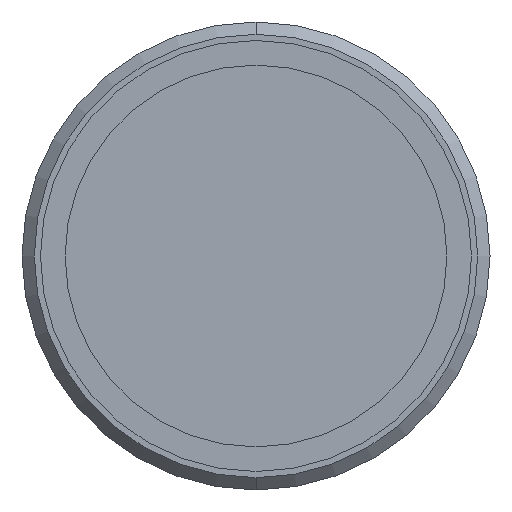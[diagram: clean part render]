
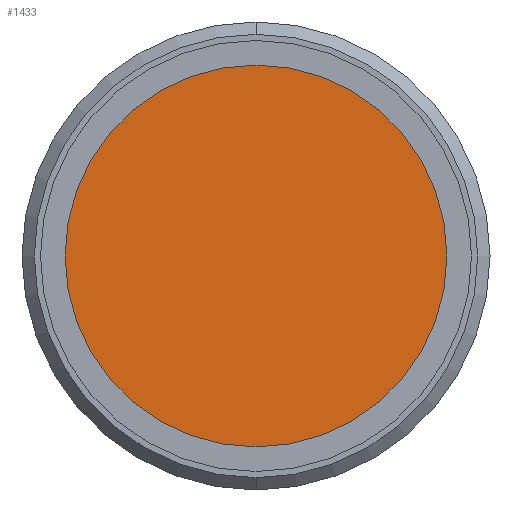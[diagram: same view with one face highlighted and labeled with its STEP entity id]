
A CAD part, front view. The second image highlights one B-rep face of the part: STEP entity #1433.
In plain terms, the highlighted planar face has unit normal (0, -1, 0).
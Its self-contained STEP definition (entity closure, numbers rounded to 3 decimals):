
#157 = AXIS2_PLACEMENT_3D ( 'NONE', #559, #511, #506 ) ;
#204 = AXIS2_PLACEMENT_3D ( 'NONE', #1871, #1870, #1869 ) ;
#230 = AXIS2_PLACEMENT_3D ( 'NONE', #1661, #1631, #1655 ) ;
#280 = EDGE_CURVE ( 'NONE', #1044, #1047, #934, .T. ) ;
#326 = EDGE_CURVE ( 'NONE', #1047, #1044, #871, .T. ) ;
#506 = DIRECTION ( 'NONE',  ( 0., 0., 1. ) ) ;
#511 = DIRECTION ( 'NONE',  ( 0., 1., 0. ) ) ;
#519 = PLANE ( 'NONE',  #157 ) ;
#559 = CARTESIAN_POINT ( 'NONE',  ( 0., 0., 0. ) ) ;
#804 = FACE_OUTER_BOUND ( 'NONE', #965, .T. ) ;
#871 = CIRCLE ( 'NONE', #204, 17.2 ) ;
#934 = CIRCLE ( 'NONE', #230, 17.2 ) ;
#965 = EDGE_LOOP ( 'NONE', ( #1230, #1231 ) ) ;
#1044 = VERTEX_POINT ( 'NONE', #1772 ) ;
#1047 = VERTEX_POINT ( 'NONE', #1769 ) ;
#1230 = ORIENTED_EDGE ( 'NONE', *, *, #326, .T. ) ;
#1231 = ORIENTED_EDGE ( 'NONE', *, *, #280, .T. ) ;
#1433 = ADVANCED_FACE ( 'NONE', ( #804 ), #519, .F. ) ;
#1631 = DIRECTION ( 'NONE',  ( 0., -1., 0. ) ) ;
#1655 = DIRECTION ( 'NONE',  ( 0., 0., 1. ) ) ;
#1661 = CARTESIAN_POINT ( 'NONE',  ( 0., 0., 0. ) ) ;
#1769 = CARTESIAN_POINT ( 'NONE',  ( 0., 0., 17.2 ) ) ;
#1772 = CARTESIAN_POINT ( 'NONE',  ( 0., 0., -17.2 ) ) ;
#1869 = DIRECTION ( 'NONE',  ( 0., 0., 1. ) ) ;
#1870 = DIRECTION ( 'NONE',  ( 0., -1., 0. ) ) ;
#1871 = CARTESIAN_POINT ( 'NONE',  ( 0., 0., 0. ) ) ;
